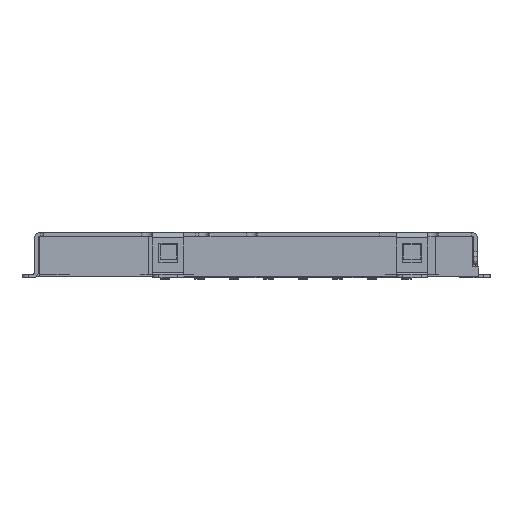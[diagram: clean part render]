
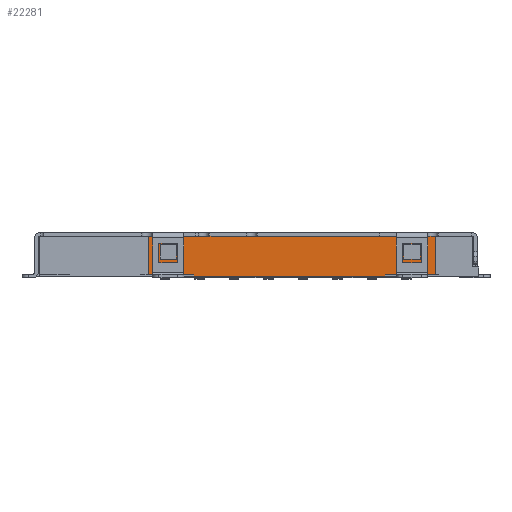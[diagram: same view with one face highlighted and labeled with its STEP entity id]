
A CAD part, front view. The second image highlights one B-rep face of the part: STEP entity #22281.
In plain terms, the highlighted planar face has unit normal (0, -1, 0).
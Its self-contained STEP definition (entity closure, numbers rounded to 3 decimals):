
#77 = EDGE_CURVE ( 'NONE', #24766, #25479, #15321, .T. ) ;
#350 = LINE ( 'NONE', #35715, #21369 ) ;
#907 = CARTESIAN_POINT ( 'NONE',  ( 4.13, -6.93, -0.625 ) ) ;
#935 = CARTESIAN_POINT ( 'NONE',  ( -1.99, -6.93, -0.675 ) ) ;
#1961 = CARTESIAN_POINT ( 'NONE',  ( 5.73, -6.93, -0.625 ) ) ;
#2105 = ORIENTED_EDGE ( 'NONE', *, *, #15090, .F. ) ;
#2460 = LINE ( 'NONE', #31169, #11658 ) ;
#2920 = LINE ( 'NONE', #10762, #12969 ) ;
#3277 = ORIENTED_EDGE ( 'NONE', *, *, #3936, .F. ) ;
#3708 = LINE ( 'NONE', #18678, #28204 ) ;
#3800 = VECTOR ( 'NONE', #6127, 1000. ) ;
#3936 = EDGE_CURVE ( 'NONE', #32408, #25479, #11248, .T. ) ;
#4445 = AXIS2_PLACEMENT_3D ( 'NONE', #27537, #33494, #16788 ) ;
#5361 = EDGE_LOOP ( 'NONE', ( #22535, #18128, #19989, #19732, #26518, #32475, #27463, #12955, #31726, #2105, #24565, #3277 ) ) ;
#5680 = VECTOR ( 'NONE', #33040, 1000. ) ;
#6127 = DIRECTION ( 'NONE',  ( -1., 0., 0. ) ) ;
#6405 = CARTESIAN_POINT ( 'NONE',  ( 5.48, -6.93, 0.605 ) ) ;
#6607 = CARTESIAN_POINT ( 'NONE',  ( -3.44, -6.93, -0.625 ) ) ;
#7339 = DIRECTION ( 'NONE',  ( -1., 0., 0. ) ) ;
#7534 = DIRECTION ( 'NONE',  ( -1., 0., 0. ) ) ;
#7872 = VERTEX_POINT ( 'NONE', #6607 ) ;
#8028 = LINE ( 'NONE', #17796, #28598 ) ;
#8107 = CARTESIAN_POINT ( 'NONE',  ( 5.73, -6.93, -0.625 ) ) ;
#8208 = CARTESIAN_POINT ( 'NONE',  ( 4.13, -6.93, -0.675 ) ) ;
#8573 = EDGE_CURVE ( 'NONE', #19577, #7872, #3708, .T. ) ;
#8624 = VERTEX_POINT ( 'NONE', #30048 ) ;
#9494 = EDGE_CURVE ( 'NONE', #28385, #19577, #13195, .T. ) ;
#10257 = CARTESIAN_POINT ( 'NONE',  ( -3.44, -6.93, 0.605 ) ) ;
#10400 = EDGE_CURVE ( 'NONE', #15117, #24351, #34554, .T. ) ;
#10762 = CARTESIAN_POINT ( 'NONE',  ( -3.44, -6.93, 0.605 ) ) ;
#11248 = LINE ( 'NONE', #8107, #3800 ) ;
#11527 = VERTEX_POINT ( 'NONE', #31703 ) ;
#11658 = VECTOR ( 'NONE', #25487, 1000. ) ;
#12955 = ORIENTED_EDGE ( 'NONE', *, *, #8573, .F. ) ;
#12969 = VECTOR ( 'NONE', #24992, 1000. ) ;
#13057 = VECTOR ( 'NONE', #35507, 1000. ) ;
#13195 = LINE ( 'NONE', #24190, #29846 ) ;
#14007 = CARTESIAN_POINT ( 'NONE',  ( 5.73, -6.93, 0.605 ) ) ;
#15090 = EDGE_CURVE ( 'NONE', #24766, #28385, #8028, .T. ) ;
#15117 = VERTEX_POINT ( 'NONE', #20646 ) ;
#15321 = LINE ( 'NONE', #29416, #20677 ) ;
#15452 = DIRECTION ( 'NONE',  ( 0., 0., 1. ) ) ;
#16658 = PLANE ( 'NONE',  #4445 ) ;
#16788 = DIRECTION ( 'NONE',  ( 0., 0., -1. ) ) ;
#17796 = CARTESIAN_POINT ( 'NONE',  ( 4.13, -6.93, -0.675 ) ) ;
#18128 = ORIENTED_EDGE ( 'NONE', *, *, #10400, .T. ) ;
#18678 = CARTESIAN_POINT ( 'NONE',  ( -1.99, -6.93, -0.625 ) ) ;
#19261 = CARTESIAN_POINT ( 'NONE',  ( 5.73, -6.93, 0.605 ) ) ;
#19294 = DIRECTION ( 'NONE',  ( 0., 0., -1. ) ) ;
#19577 = VERTEX_POINT ( 'NONE', #25501 ) ;
#19732 = ORIENTED_EDGE ( 'NONE', *, *, #23752, .T. ) ;
#19989 = ORIENTED_EDGE ( 'NONE', *, *, #23488, .T. ) ;
#20014 = VERTEX_POINT ( 'NONE', #10257 ) ;
#20646 = CARTESIAN_POINT ( 'NONE',  ( 5.73, -6.93, 0.605 ) ) ;
#20677 = VECTOR ( 'NONE', #15452, 1000. ) ;
#20705 = CARTESIAN_POINT ( 'NONE',  ( -2.3, -6.93, 0.605 ) ) ;
#20763 = DIRECTION ( 'NONE',  ( -1., 0., 0. ) ) ;
#21041 = FACE_OUTER_BOUND ( 'NONE', #5361, .T. ) ;
#21352 = CARTESIAN_POINT ( 'NONE',  ( -2.3, -6.93, 0.605 ) ) ;
#21369 = VECTOR ( 'NONE', #7339, 1000. ) ;
#22281 = ADVANCED_FACE ( 'NONE', ( #21041 ), #16658, .T. ) ;
#22535 = ORIENTED_EDGE ( 'NONE', *, *, #28942, .F. ) ;
#22694 = VECTOR ( 'NONE', #19294, 1000. ) ;
#23488 = EDGE_CURVE ( 'NONE', #24351, #11527, #350, .T. ) ;
#23651 = EDGE_CURVE ( 'NONE', #20014, #7872, #2920, .T. ) ;
#23752 = EDGE_CURVE ( 'NONE', #11527, #26750, #2460, .T. ) ;
#24190 = CARTESIAN_POINT ( 'NONE',  ( -1.99, -6.93, -0.675 ) ) ;
#24305 = CARTESIAN_POINT ( 'NONE',  ( -3.3, -6.93, 0.605 ) ) ;
#24351 = VERTEX_POINT ( 'NONE', #6405 ) ;
#24547 = DIRECTION ( 'NONE',  ( 0., 0., 1. ) ) ;
#24565 = ORIENTED_EDGE ( 'NONE', *, *, #77, .T. ) ;
#24766 = VERTEX_POINT ( 'NONE', #8208 ) ;
#24992 = DIRECTION ( 'NONE',  ( 0., 0., -1. ) ) ;
#25479 = VERTEX_POINT ( 'NONE', #907 ) ;
#25487 = DIRECTION ( 'NONE',  ( -1., 0., 0. ) ) ;
#25501 = CARTESIAN_POINT ( 'NONE',  ( -1.99, -6.93, -0.625 ) ) ;
#26518 = ORIENTED_EDGE ( 'NONE', *, *, #32413, .T. ) ;
#26750 = VERTEX_POINT ( 'NONE', #20705 ) ;
#27463 = ORIENTED_EDGE ( 'NONE', *, *, #23651, .T. ) ;
#27537 = CARTESIAN_POINT ( 'NONE',  ( 5.73, -6.93, 0.605 ) ) ;
#28204 = VECTOR ( 'NONE', #7534, 1000. ) ;
#28385 = VERTEX_POINT ( 'NONE', #935 ) ;
#28598 = VECTOR ( 'NONE', #20763, 1000. ) ;
#28942 = EDGE_CURVE ( 'NONE', #15117, #32408, #30091, .T. ) ;
#29416 = CARTESIAN_POINT ( 'NONE',  ( 4.13, -6.93, -0.675 ) ) ;
#29494 = VECTOR ( 'NONE', #35476, 1000. ) ;
#29846 = VECTOR ( 'NONE', #24547, 1000. ) ;
#30048 = CARTESIAN_POINT ( 'NONE',  ( -3.3, -6.93, 0.605 ) ) ;
#30091 = LINE ( 'NONE', #14007, #22694 ) ;
#30835 = LINE ( 'NONE', #21352, #29494 ) ;
#31169 = CARTESIAN_POINT ( 'NONE',  ( 4.48, -6.93, 0.605 ) ) ;
#31703 = CARTESIAN_POINT ( 'NONE',  ( 4.48, -6.93, 0.605 ) ) ;
#31726 = ORIENTED_EDGE ( 'NONE', *, *, #9494, .F. ) ;
#32408 = VERTEX_POINT ( 'NONE', #1961 ) ;
#32413 = EDGE_CURVE ( 'NONE', #26750, #8624, #30835, .T. ) ;
#32475 = ORIENTED_EDGE ( 'NONE', *, *, #34268, .T. ) ;
#32753 = LINE ( 'NONE', #24305, #13057 ) ;
#33040 = DIRECTION ( 'NONE',  ( -1., 0., 0. ) ) ;
#33494 = DIRECTION ( 'NONE',  ( 0., -1., 0. ) ) ;
#34268 = EDGE_CURVE ( 'NONE', #8624, #20014, #32753, .T. ) ;
#34554 = LINE ( 'NONE', #19261, #5680 ) ;
#35476 = DIRECTION ( 'NONE',  ( -1., 0., 0. ) ) ;
#35507 = DIRECTION ( 'NONE',  ( -1., 0., 0. ) ) ;
#35715 = CARTESIAN_POINT ( 'NONE',  ( 5.48, -6.93, 0.605 ) ) ;
